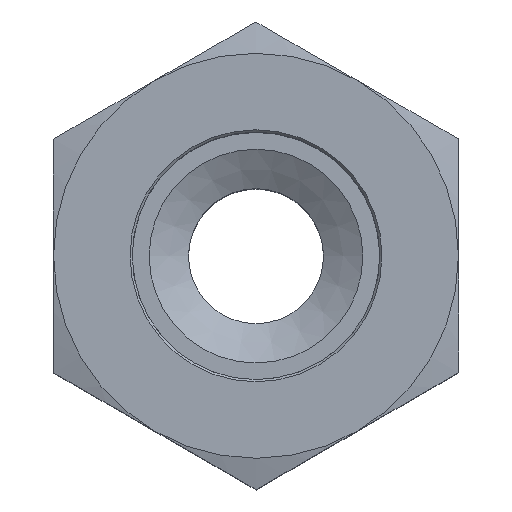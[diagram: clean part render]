
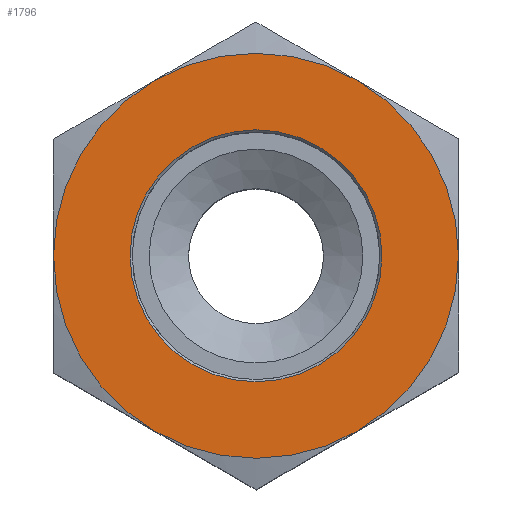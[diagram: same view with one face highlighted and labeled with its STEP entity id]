
A CAD part, top view. The second image highlights one B-rep face of the part: STEP entity #1796.
In plain terms, the highlighted planar face has unit normal (0, 0, 1).
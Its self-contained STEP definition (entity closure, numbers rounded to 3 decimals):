
#322=PLANE('',#2021);
#388=FACE_BOUND('',#642,.T.);
#484=FACE_OUTER_BOUND('',#641,.T.);
#641=EDGE_LOOP('',(#1457,#1458,#1459,#1460,#1461,#1462));
#642=EDGE_LOOP('',(#1463));
#726=CIRCLE('',#2018,11.2);
#728=CIRCLE('',#2022,18.);
#729=CIRCLE('',#2023,18.);
#730=CIRCLE('',#2024,18.);
#731=CIRCLE('',#2025,18.);
#732=CIRCLE('',#2026,18.);
#733=CIRCLE('',#2027,18.);
#866=VERTEX_POINT('',#2984);
#868=VERTEX_POINT('',#2990);
#869=VERTEX_POINT('',#2991);
#870=VERTEX_POINT('',#2993);
#871=VERTEX_POINT('',#2995);
#872=VERTEX_POINT('',#2997);
#873=VERTEX_POINT('',#2999);
#1066=EDGE_CURVE('',#866,#866,#726,.T.);
#1068=EDGE_CURVE('',#868,#869,#728,.T.);
#1069=EDGE_CURVE('',#869,#870,#729,.T.);
#1070=EDGE_CURVE('',#870,#871,#730,.T.);
#1071=EDGE_CURVE('',#871,#872,#731,.T.);
#1072=EDGE_CURVE('',#872,#873,#732,.T.);
#1073=EDGE_CURVE('',#873,#868,#733,.T.);
#1457=ORIENTED_EDGE('',*,*,#1068,.T.);
#1458=ORIENTED_EDGE('',*,*,#1069,.T.);
#1459=ORIENTED_EDGE('',*,*,#1070,.T.);
#1460=ORIENTED_EDGE('',*,*,#1071,.T.);
#1461=ORIENTED_EDGE('',*,*,#1072,.T.);
#1462=ORIENTED_EDGE('',*,*,#1073,.T.);
#1463=ORIENTED_EDGE('',*,*,#1066,.F.);
#1796=ADVANCED_FACE('',(#484,#388),#322,.T.);
#2018=AXIS2_PLACEMENT_3D('',#2985,#2454,#2455);
#2021=AXIS2_PLACEMENT_3D('',#2989,#2460,#2461);
#2022=AXIS2_PLACEMENT_3D('',#2992,#2462,#2463);
#2023=AXIS2_PLACEMENT_3D('',#2994,#2464,#2465);
#2024=AXIS2_PLACEMENT_3D('',#2996,#2466,#2467);
#2025=AXIS2_PLACEMENT_3D('',#2998,#2468,#2469);
#2026=AXIS2_PLACEMENT_3D('',#3000,#2470,#2471);
#2027=AXIS2_PLACEMENT_3D('',#3001,#2472,#2473);
#2454=DIRECTION('center_axis',(0.,0.,1.));
#2455=DIRECTION('ref_axis',(-1.,0.,0.));
#2460=DIRECTION('center_axis',(0.,0.,1.));
#2461=DIRECTION('ref_axis',(1.,0.,0.));
#2462=DIRECTION('center_axis',(0.,0.,1.));
#2463=DIRECTION('ref_axis',(-0.5,-0.866,0.));
#2464=DIRECTION('center_axis',(0.,0.,1.));
#2465=DIRECTION('ref_axis',(-0.5,-0.866,0.));
#2466=DIRECTION('center_axis',(0.,0.,1.));
#2467=DIRECTION('ref_axis',(-0.5,-0.866,0.));
#2468=DIRECTION('center_axis',(0.,0.,1.));
#2469=DIRECTION('ref_axis',(-0.5,-0.866,0.));
#2470=DIRECTION('center_axis',(0.,0.,1.));
#2471=DIRECTION('ref_axis',(-0.5,-0.866,0.));
#2472=DIRECTION('center_axis',(0.,0.,1.));
#2473=DIRECTION('ref_axis',(-0.5,-0.866,0.));
#2984=CARTESIAN_POINT('',(11.2,0.,20.));
#2985=CARTESIAN_POINT('Origin',(0.,0.,20.));
#2989=CARTESIAN_POINT('Origin',(0.,0.,
20.));
#2990=CARTESIAN_POINT('',(-9.,-15.588,20.));
#2991=CARTESIAN_POINT('',(9.,-15.588,20.));
#2992=CARTESIAN_POINT('Origin',(0.,0.,20.));
#2993=CARTESIAN_POINT('',(18.,0.,20.));
#2994=CARTESIAN_POINT('Origin',(0.,0.,20.));
#2995=CARTESIAN_POINT('',(9.,15.588,20.));
#2996=CARTESIAN_POINT('Origin',(0.,0.,20.));
#2997=CARTESIAN_POINT('',(-9.,15.588,20.));
#2998=CARTESIAN_POINT('Origin',(0.,0.,20.));
#2999=CARTESIAN_POINT('',(-18.,0.,20.));
#3000=CARTESIAN_POINT('Origin',(0.,0.,20.));
#3001=CARTESIAN_POINT('Origin',(0.,0.,20.));
